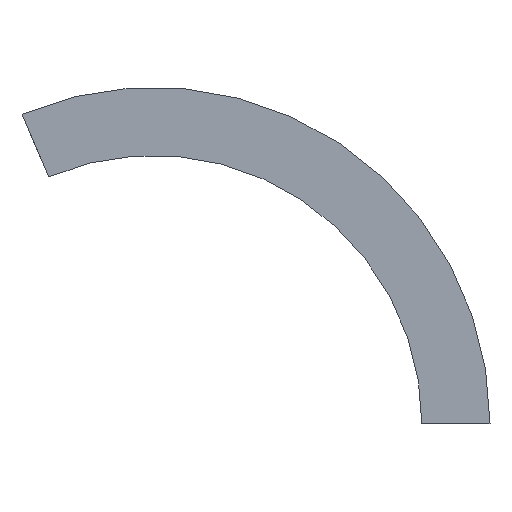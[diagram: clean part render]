
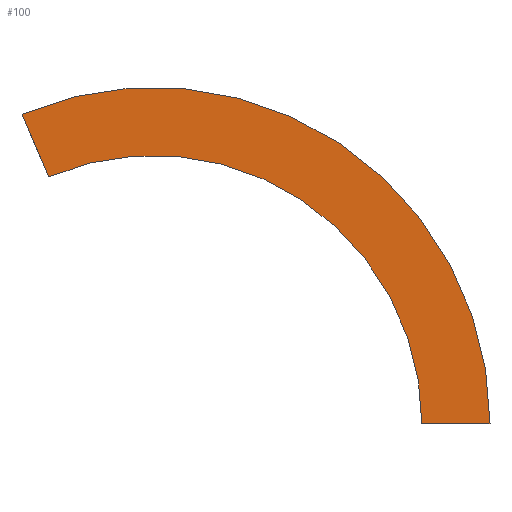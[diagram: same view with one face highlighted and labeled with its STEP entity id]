
A CAD part, front view. The second image highlights one B-rep face of the part: STEP entity #100.
In plain terms, the highlighted planar face has unit normal (0, -1, 0).
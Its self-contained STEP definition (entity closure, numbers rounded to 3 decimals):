
#17=PLANE('',#124);
#23=FACE_OUTER_BOUND('',#29,.T.);
#29=EDGE_LOOP('',(#84,#85,#86,#87));
#32=CIRCLE('',#118,6.5);
#35=CIRCLE('',#123,8.15);
#42=LINE('',#180,#50);
#43=LINE('',#181,#51);
#50=VECTOR('',#151,10.);
#51=VECTOR('',#152,10.);
#52=VERTEX_POINT('',#159);
#54=VERTEX_POINT('',#162);
#58=VERTEX_POINT('',#174);
#59=VERTEX_POINT('',#176);
#61=EDGE_CURVE('',#52,#54,#32,.T.);
#69=EDGE_CURVE('',#58,#59,#35,.T.);
#70=EDGE_CURVE('',#52,#58,#42,.T.);
#71=EDGE_CURVE('',#54,#59,#43,.T.);
#84=ORIENTED_EDGE('',*,*,#70,.T.);
#85=ORIENTED_EDGE('',*,*,#69,.T.);
#86=ORIENTED_EDGE('',*,*,#71,.F.);
#87=ORIENTED_EDGE('',*,*,#61,.F.);
#100=ADVANCED_FACE('',(#23),#17,.T.);
#118=AXIS2_PLACEMENT_3D('',#163,#132,#133);
#123=AXIS2_PLACEMENT_3D('',#178,#147,#148);
#124=AXIS2_PLACEMENT_3D('',#179,#149,#150);
#132=DIRECTION('center_axis',(0.,-1.,0.));
#133=DIRECTION('ref_axis',(1.,0.,0.));
#147=DIRECTION('center_axis',(0.,-1.,0.));
#148=DIRECTION('ref_axis',(1.,0.,0.));
#149=DIRECTION('center_axis',(0.,-1.,0.));
#150=DIRECTION('ref_axis',(0.,0.,-1.));
#151=DIRECTION('',(1.,0.,0.));
#152=DIRECTION('',(-0.391,0.,0.921));
#159=CARTESIAN_POINT('',(6.5,0.,0.));
#162=CARTESIAN_POINT('',(-2.54,0.,5.983));
#163=CARTESIAN_POINT('Origin',(0.,0.,0.));
#174=CARTESIAN_POINT('',(8.15,0.,0.));
#176=CARTESIAN_POINT('',(-3.184,0.,7.502));
#178=CARTESIAN_POINT('Origin',(0.,0.,0.));
#179=CARTESIAN_POINT('Origin',(6.5,0.,0.));
#180=CARTESIAN_POINT('',(0.,0.,0.));
#181=CARTESIAN_POINT('',(0.,0.,0.));
